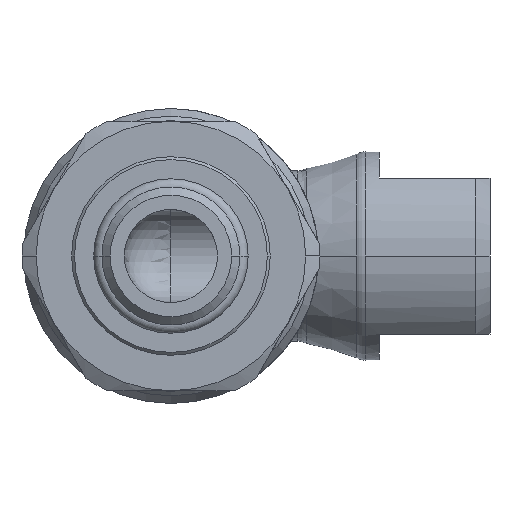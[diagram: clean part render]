
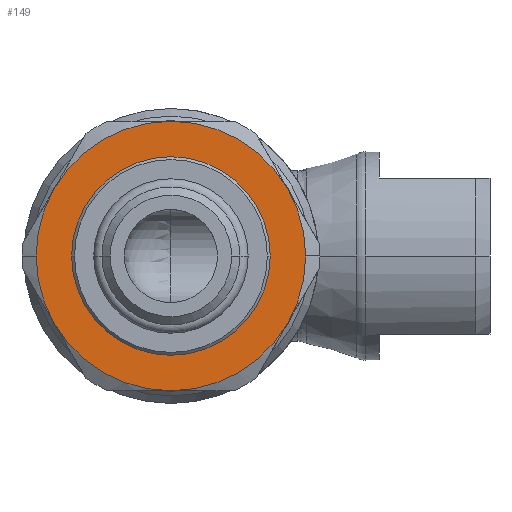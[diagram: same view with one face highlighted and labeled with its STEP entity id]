
A CAD part, front view. The second image highlights one B-rep face of the part: STEP entity #149.
In plain terms, the highlighted planar face has unit normal (0, -1, 0).
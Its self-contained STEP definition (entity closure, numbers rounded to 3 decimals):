
#149=ADVANCED_FACE('',(#408,#409),#410,.F.);
#408=FACE_OUTER_BOUND('',#717,.T.);
#409=FACE_BOUND('',#718,.T.);
#410=PLANE('',#719);
#717=EDGE_LOOP('',(#1638,#1639,#1640,#1641,#1642,#1643,#1644,#1645));
#718=EDGE_LOOP('',(#1646,#1647));
#719=AXIS2_PLACEMENT_3D('',#1648,#1649,#1650);
#1638=ORIENTED_EDGE('',*,*,#2077,.F.);
#1639=ORIENTED_EDGE('',*,*,#2288,.F.);
#1640=ORIENTED_EDGE('',*,*,#2289,.F.);
#1641=ORIENTED_EDGE('',*,*,#2073,.F.);
#1642=ORIENTED_EDGE('',*,*,#2290,.F.);
#1643=ORIENTED_EDGE('',*,*,#2291,.F.);
#1644=ORIENTED_EDGE('',*,*,#2292,.F.);
#1645=ORIENTED_EDGE('',*,*,#2293,.F.);
#1646=ORIENTED_EDGE('',*,*,#2041,.T.);
#1647=ORIENTED_EDGE('',*,*,#2294,.T.);
#1648=CARTESIAN_POINT('',(0.,0.0,0.));
#1649=DIRECTION('',(0.0,1.0,0.0));
#1650=DIRECTION('',(0.0,0.0,1.0));
#2041=EDGE_CURVE('',#2445,#2449,#2451,.T.);
#2073=EDGE_CURVE('',#2506,#2508,#2509,.T.);
#2077=EDGE_CURVE('',#2513,#2511,#2515,.T.);
#2288=EDGE_CURVE('',#2854,#2513,#2855,.T.);
#2289=EDGE_CURVE('',#2508,#2854,#2856,.T.);
#2290=EDGE_CURVE('',#2857,#2506,#2858,.T.);
#2291=EDGE_CURVE('',#2859,#2857,#2860,.T.);
#2292=EDGE_CURVE('',#2861,#2859,#2862,.T.);
#2293=EDGE_CURVE('',#2511,#2861,#2863,.T.);
#2294=EDGE_CURVE('',#2449,#2445,#2864,.T.);
#2445=VERTEX_POINT('',#3123);
#2449=VERTEX_POINT('',#3128);
#2451=CIRCLE('',#3131,7.0);
#2506=VERTEX_POINT('',#3224);
#2508=VERTEX_POINT('',#3227);
#2509=CIRCLE('',#3228,9.5);
#2511=VERTEX_POINT('',#3241);
#2513=VERTEX_POINT('',#3244);
#2515=CIRCLE('',#3257,9.5);
#2854=VERTEX_POINT('',#3950);
#2855=CIRCLE('',#3951,9.5);
#2856=CIRCLE('',#3952,9.5);
#2857=VERTEX_POINT('',#3953);
#2858=CIRCLE('',#3954,9.5);
#2859=VERTEX_POINT('',#3955);
#2860=CIRCLE('',#3956,9.5);
#2861=VERTEX_POINT('',#3957);
#2862=CIRCLE('',#3958,9.5);
#2863=CIRCLE('',#3959,9.5);
#2864=CIRCLE('',#3960,7.0);
#3123=CARTESIAN_POINT('',(-7.0,0.0,0.0));
#3128=CARTESIAN_POINT('',(7.0,0.0,0.));
#3131=AXIS2_PLACEMENT_3D('',#4364,#4365,#4366);
#3224=CARTESIAN_POINT('',(9.5,0.0,0.));
#3227=CARTESIAN_POINT('',(8.227,0.0,-4.75));
#3228=AXIS2_PLACEMENT_3D('',#4420,#4421,#4422);
#3241=CARTESIAN_POINT('',(-9.5,0.0,0.));
#3244=CARTESIAN_POINT('',(-8.227,0.0,-4.75));
#3257=AXIS2_PLACEMENT_3D('',#4424,#4425,#4426);
#3950=CARTESIAN_POINT('',(0.0,0.0,-9.5));
#3951=AXIS2_PLACEMENT_3D('',#4864,#4865,#4866);
#3952=AXIS2_PLACEMENT_3D('',#4867,#4868,#4869);
#3953=CARTESIAN_POINT('',(8.227,0.0,4.75));
#3954=AXIS2_PLACEMENT_3D('',#4870,#4871,#4872);
#3955=CARTESIAN_POINT('',(0.,0.0,9.5));
#3956=AXIS2_PLACEMENT_3D('',#4873,#4874,#4875);
#3957=CARTESIAN_POINT('',(-8.227,0.0,4.75));
#3958=AXIS2_PLACEMENT_3D('',#4876,#4877,#4878);
#3959=AXIS2_PLACEMENT_3D('',#4879,#4880,#4881);
#3960=AXIS2_PLACEMENT_3D('',#4882,#4883,#4884);
#4364=CARTESIAN_POINT('',(0.0,0.0,0.0));
#4365=DIRECTION('',(0.0,1.0,0.0));
#4366=DIRECTION('',(-1.0,0.0,0.0));
#4420=CARTESIAN_POINT('',(0.0,0.0,0.0));
#4421=DIRECTION('',(-0.0,1.0,0.0));
#4422=DIRECTION('',(1.0,0.0,0.0));
#4424=CARTESIAN_POINT('',(0.0,0.0,0.0));
#4425=DIRECTION('',(-0.0,1.0,0.0));
#4426=DIRECTION('',(1.0,0.0,0.0));
#4864=CARTESIAN_POINT('',(0.0,0.0,0.0));
#4865=DIRECTION('',(-0.0,1.0,0.0));
#4866=DIRECTION('',(1.0,0.0,0.0));
#4867=CARTESIAN_POINT('',(0.0,0.0,0.0));
#4868=DIRECTION('',(-0.0,1.0,0.0));
#4869=DIRECTION('',(1.0,0.0,0.0));
#4870=CARTESIAN_POINT('',(0.0,0.0,0.0));
#4871=DIRECTION('',(-0.0,1.0,0.0));
#4872=DIRECTION('',(1.0,0.0,0.0));
#4873=CARTESIAN_POINT('',(0.0,0.0,0.0));
#4874=DIRECTION('',(-0.0,1.0,0.0));
#4875=DIRECTION('',(1.0,0.0,0.0));
#4876=CARTESIAN_POINT('',(0.0,0.0,0.0));
#4877=DIRECTION('',(-0.0,1.0,0.0));
#4878=DIRECTION('',(1.0,0.0,0.0));
#4879=CARTESIAN_POINT('',(0.0,0.0,0.0));
#4880=DIRECTION('',(-0.0,1.0,0.0));
#4881=DIRECTION('',(1.0,0.0,0.0));
#4882=CARTESIAN_POINT('',(0.0,0.0,0.0));
#4883=DIRECTION('',(0.0,1.0,0.0));
#4884=DIRECTION('',(-1.0,0.0,0.0));
